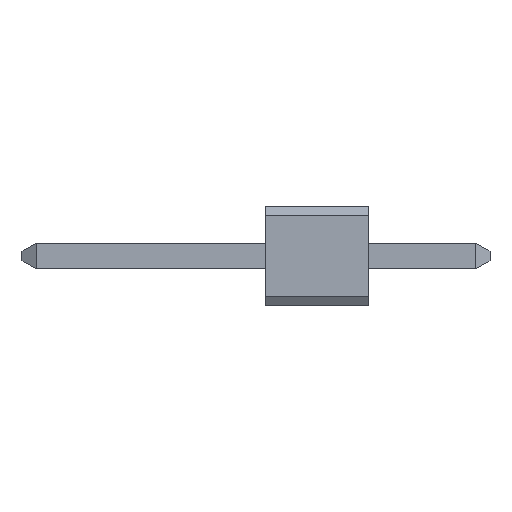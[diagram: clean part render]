
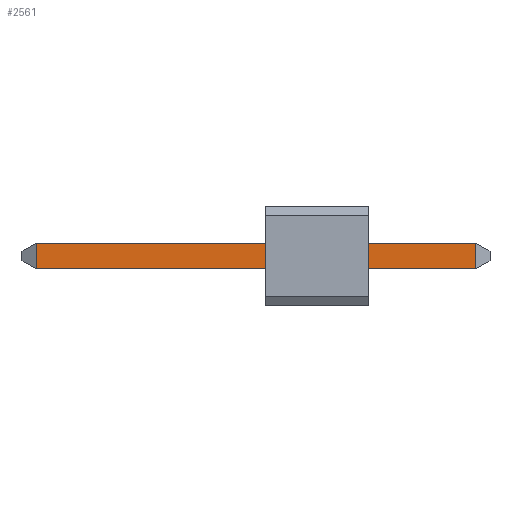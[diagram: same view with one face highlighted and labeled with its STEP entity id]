
A CAD part, left-side view. The second image highlights one B-rep face of the part: STEP entity #2561.
In plain terms, the highlighted planar face has unit normal (-1, 0, 0).
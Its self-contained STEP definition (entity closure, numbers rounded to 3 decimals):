
#115=FACE_OUTER_BOUND('',#275,.T.);
#275=EDGE_LOOP('',(#2049,#2050,#2051,#2052));
#539=LINE('',#3842,#893);
#548=LINE('',#3860,#902);
#552=LINE('',#3869,#906);
#560=LINE('',#3883,#914);
#893=VECTOR('',#3127,10.);
#902=VECTOR('',#3144,10.);
#906=VECTOR('',#3152,10.);
#914=VECTOR('',#3168,10.);
#1181=VERTEX_POINT('',#3832);
#1184=VERTEX_POINT('',#3840);
#1189=VERTEX_POINT('',#3859);
#1192=VERTEX_POINT('',#3868);
#1467=EDGE_CURVE('',#1184,#1181,#539,.T.);
#1476=EDGE_CURVE('',#1181,#1189,#548,.T.);
#1480=EDGE_CURVE('',#1189,#1192,#552,.T.);
#1488=EDGE_CURVE('',#1184,#1192,#560,.T.);
#2049=ORIENTED_EDGE('',*,*,#1467,.F.);
#2050=ORIENTED_EDGE('',*,*,#1488,.T.);
#2051=ORIENTED_EDGE('',*,*,#1480,.F.);
#2052=ORIENTED_EDGE('',*,*,#1476,.F.);
#2413=PLANE('',#2729);
#2561=ADVANCED_FACE('',(#115),#2413,.T.);
#2729=AXIS2_PLACEMENT_3D('',#3884,#3169,#3170);
#3127=DIRECTION('',(0.,0.,-1.));
#3144=DIRECTION('',(0.,1.,0.));
#3152=DIRECTION('',(0.,0.,1.));
#3168=DIRECTION('',(0.,1.,0.));
#3169=DIRECTION('center_axis',(-1.,0.,0.));
#3170=DIRECTION('ref_axis',(0.,0.,1.));
#3832=CARTESIAN_POINT('',(0.95,-2.654,0.91));
#3840=CARTESIAN_POINT('',(0.95,-2.654,1.55));
#3842=CARTESIAN_POINT('',(0.95,-2.654,1.07));
#3859=CARTESIAN_POINT('',(0.95,8.194,0.91));
#3860=CARTESIAN_POINT('',(0.95,0.,0.91));
#3868=CARTESIAN_POINT('',(0.95,8.194,1.55));
#3869=CARTESIAN_POINT('',(0.95,8.194,1.07));
#3883=CARTESIAN_POINT('',(0.95,0.,1.55));
#3884=CARTESIAN_POINT('Origin',(0.95,0.,0.91));
